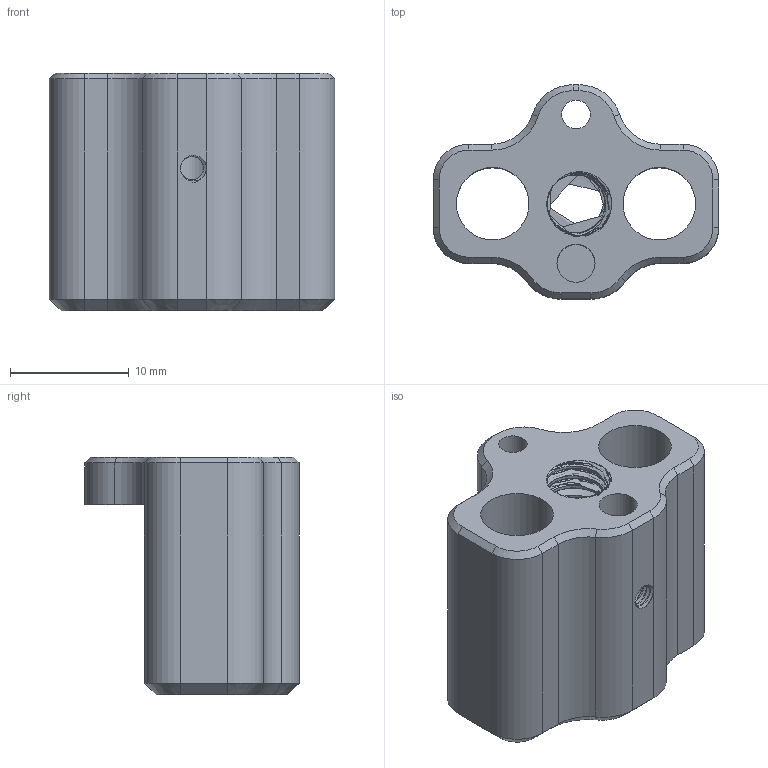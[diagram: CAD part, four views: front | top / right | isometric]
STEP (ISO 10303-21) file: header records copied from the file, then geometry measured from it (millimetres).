
FILE_DESCRIPTION(/* description */ ('STEP AP242','CAx-IF Rec.Pracs.---Representation and Presentation of Product Manufacturing Information (PMI)---4.0---2014-10-13','CAx-IF Rec.Pracs.---3D Tessellated Geometry---0.4---2014-09-14','2;1'),/* implementation_level */ '2;1');
FILE_NAME(/* name */ '652b555708b4e07137e6f20a',/* time_stamp */ '2023-10-15T02:58:31Z',/* author */ (''),/* organization */ (''),/* preprocessor_version */ 'ST-DEVELOPER v19.4',/* originating_system */ ' ',/* authorisation */ ' ');
FILE_SCHEMA (('AP242_MANAGED_MODEL_BASED_3D_ENGINEERING_MIM_LF { 1 0 10303 442 1 1 4 }'));
Length unit declared in the file: metre
Products named in the file (1): Block
Bounding box: 24 x 18 x 20 mm (x, y, z)
Volume: 3434.9 mm3; surface area: 3243.7 mm2
Topology: 1 solids, 1 shells, 105 faces, 273 edges, 171 vertices
Faces by surface type: cylinder 43, plane 30, cone 20, bspline 12
Full cylindrical faces by diameter (mm): 2.4 x16, 3.2 x1, 6.1 x2
Entity records: 6779 total; most frequent: CARTESIAN_POINT 4753, ORIENTED_EDGE 426, DIRECTION 394, EDGE_CURVE 213, AXIS2_PLACEMENT_3D 155, VERTEX_POINT 135, EDGE_LOOP 118, FACE_BOUND 118
